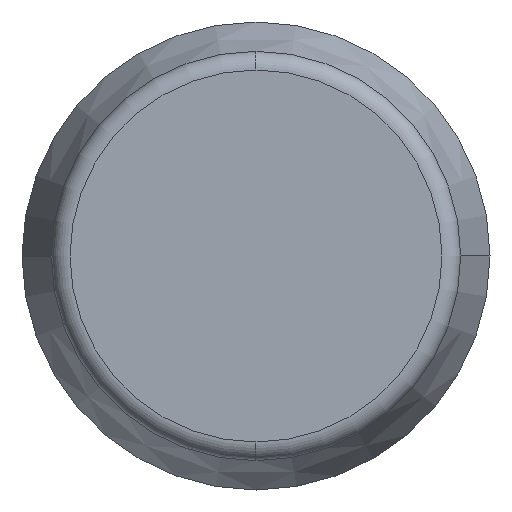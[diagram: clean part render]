
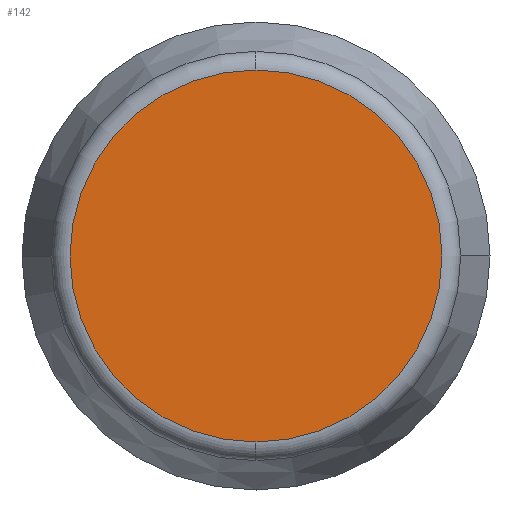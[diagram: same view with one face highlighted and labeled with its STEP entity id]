
A CAD part, front view. The second image highlights one B-rep face of the part: STEP entity #142.
In plain terms, the highlighted planar face has unit normal (0, -1, 0).
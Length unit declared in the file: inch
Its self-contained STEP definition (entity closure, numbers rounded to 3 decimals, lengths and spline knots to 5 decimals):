
#24 = EDGE_CURVE ( 'NONE', #62, #204, #262, .T. ) ;
#52 = PLANE ( 'NONE',  #58 ) ;
#57 = CARTESIAN_POINT ( 'NONE',  ( 0., 0., 0. ) ) ;
#58 = AXIS2_PLACEMENT_3D ( 'NONE', #57, #206, #141 ) ;
#62 = VERTEX_POINT ( 'NONE', #222 ) ;
#72 = FACE_OUTER_BOUND ( 'NONE', #89, .T. ) ;
#89 = EDGE_LOOP ( 'NONE', ( #217, #137 ) ) ;
#127 = CIRCLE ( 'NONE', #302, 0.09935 ) ;
#137 = ORIENTED_EDGE ( 'NONE', *, *, #24, .T. ) ;
#141 = DIRECTION ( 'NONE',  ( 0., 0., -1. ) ) ;
#142 = ADVANCED_FACE ( 'NONE', ( #72 ), #52, .T. ) ;
#188 = CARTESIAN_POINT ( 'NONE',  ( 0., 0., -0.09935 ) ) ;
#204 = VERTEX_POINT ( 'NONE', #188 ) ;
#206 = DIRECTION ( 'NONE',  ( 0., -1., 0. ) ) ;
#216 = EDGE_CURVE ( 'NONE', #204, #62, #127, .T. ) ;
#217 = ORIENTED_EDGE ( 'NONE', *, *, #216, .T. ) ;
#222 = CARTESIAN_POINT ( 'NONE',  ( 0., 0., 0.09935 ) ) ;
#255 = CARTESIAN_POINT ( 'NONE',  ( 0., 0., 0. ) ) ;
#262 = CIRCLE ( 'NONE', #363, 0.09935 ) ;
#281 = DIRECTION ( 'NONE',  ( 0., -1., 0. ) ) ;
#282 = DIRECTION ( 'NONE',  ( 0., 0., -1. ) ) ;
#302 = AXIS2_PLACEMENT_3D ( 'NONE', #255, #281, #282 ) ;
#332 = CARTESIAN_POINT ( 'NONE',  ( 0., 0., 0. ) ) ;
#363 = AXIS2_PLACEMENT_3D ( 'NONE', #332, #393, #378 ) ;
#378 = DIRECTION ( 'NONE',  ( 0., 0., -1. ) ) ;
#393 = DIRECTION ( 'NONE',  ( 0., -1., 0. ) ) ;
